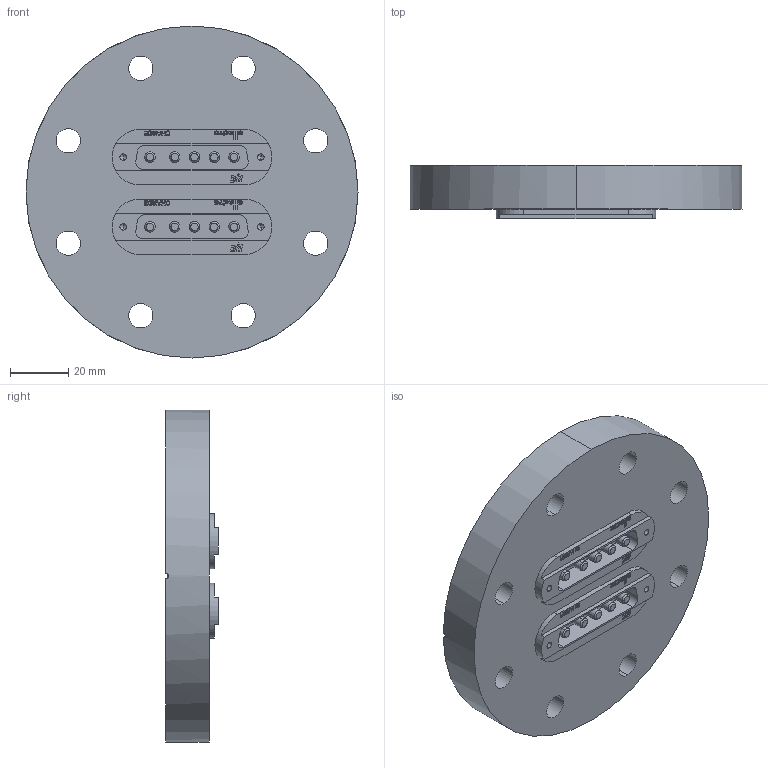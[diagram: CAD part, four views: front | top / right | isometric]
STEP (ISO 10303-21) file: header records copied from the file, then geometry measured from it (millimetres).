
FILE_DESCRIPTION (( 'STEP AP214' ), '1' );
FILE_NAME ('210-X25-5P-C63-2.STEP', '2020-11-26T14:21:53', ( '' ), ( '' ), 'SwSTEP 2.0', 'SolidWorks 2017', '' );
FILE_SCHEMA (( 'AUTOMOTIVE_DESIGN' ));
Length unit declared in the file: millimetre
Products named in the file (5): 210-X25-5P-C63-2; 9210-D25-C63-2_DN63; 9212-POWER-PIN-FENI-CU_vergoldet; 218-X-X_218-X25-5P  logo; 9218-X-X_ 218-X25-5P  logo-  HC
Assembly tree (9 placements, depth 3):
  210-X25-5P-C63-2
    9210-D25-C63-2_DN63
    218-X-X_218-X25-5P  logo  x2
      9218-X-X_ 218-X25-5P  logo-  HC
      9212-POWER-PIN-FENI-CU_vergoldet
Bounding box: 114.3 x 18.2 x 114.3 mm (x, y, z)
Volume: 136223.1 mm3; surface area: 41881.3 mm2
Topology: 13 solids, 13 shells, 686 faces, 1776 edges, 1156 vertices
Faces by surface type: plane 358, cylinder 194, bspline 74, cone 60
Entity records: 12284 total; most frequent: CARTESIAN_POINT 3762, ORIENTED_EDGE 1752, DIRECTION 1626, EDGE_CURVE 876, LINE 582, VECTOR 582, VERTEX_POINT 580, AXIS2_PLACEMENT_3D 522
